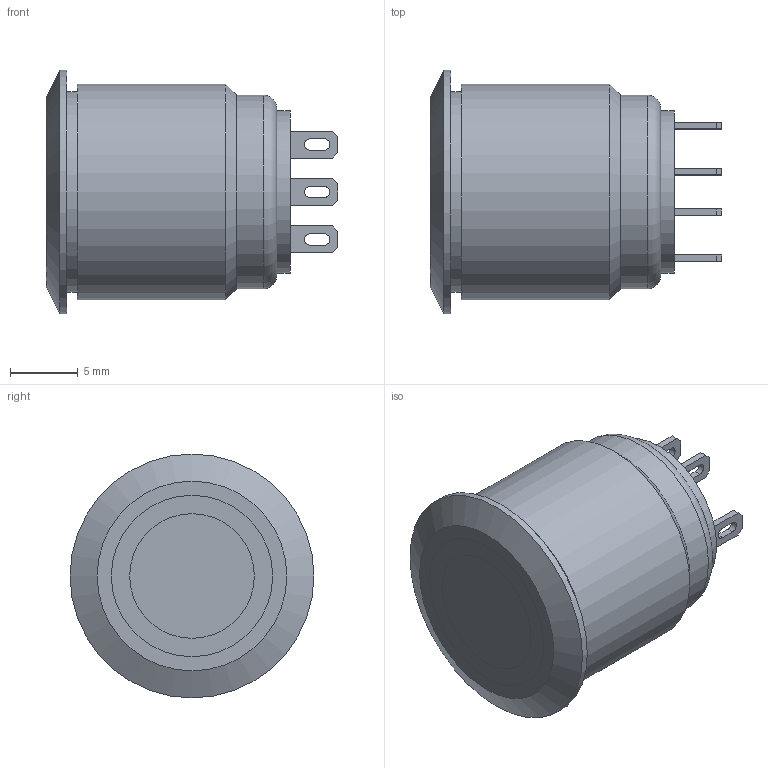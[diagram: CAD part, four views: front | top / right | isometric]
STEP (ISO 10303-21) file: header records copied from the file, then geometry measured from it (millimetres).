
FILE_DESCRIPTION((''),'2;1');
FILE_NAME('PV6F240xx-3Rx.stp','2017-10-18T15:53:27',('mwilliams'),(''),'Autodesk Inventor 2012','Autodesk Inventor 2012','');
FILE_SCHEMA(('AUTOMOTIVE_DESIGN { 1 0 10303 214 1 1 1 1 }'));
Length unit declared in the file: millimetre
Products named in the file (1): PV6F240xx-3Rx
Bounding box: 21.5 x 18 x 18 mm (x, y, z)
Volume: 2739.6 mm3; surface area: 2500.3 mm2
Topology: 1 solids, 3 shells, 176 faces, 439 edges, 294 vertices
Faces by surface type: plane 111, bspline 35, cylinder 25, cone 3, torus 2
Full cylindrical faces by diameter (mm): 5.2 x1, 7.2 x1, 7.3 x1, 8.1 x1, 8.4 x1, 9.2 x2, 11.9 x1, 12 x1, 14.3 x1, 14.8 x1, 15.9 x1, 18 x1
Entity records: 5624 total; most frequent: CARTESIAN_POINT 1468, ORIENTED_EDGE 828, DIRECTION 685, EDGE_CURVE 414, VERTEX_POINT 287, VECTOR 287, LINE 287, EDGE_LOOP 233
